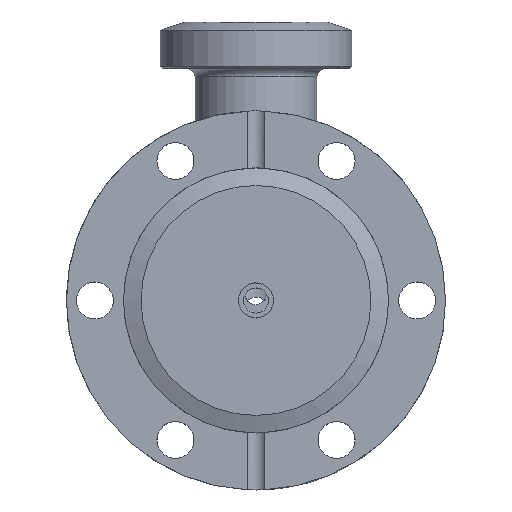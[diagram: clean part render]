
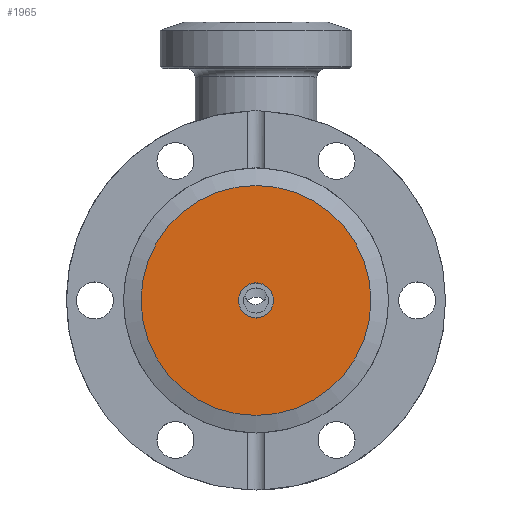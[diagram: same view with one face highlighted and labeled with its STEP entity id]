
A CAD part, top view. The second image highlights one B-rep face of the part: STEP entity #1965.
In plain terms, the highlighted planar face has unit normal (0, 0, 1).
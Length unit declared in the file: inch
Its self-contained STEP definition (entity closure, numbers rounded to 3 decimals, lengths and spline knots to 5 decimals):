
#41=PLANE('',#2125);
#397=FACE_BOUND('',#608,.T.);
#472=FACE_OUTER_BOUND('',#607,.T.);
#607=EDGE_LOOP('',(#1333));
#608=EDGE_LOOP('',(#1334));
#802=CIRCLE('',#2112,0.126);
#811=CIRCLE('',#2126,0.825);
#894=VERTEX_POINT('',#2910);
#910=VERTEX_POINT('',#3004);
#1066=EDGE_CURVE('',#894,#894,#802,.T.);
#1085=EDGE_CURVE('',#910,#910,#811,.T.);
#1333=ORIENTED_EDGE('',*,*,#1085,.T.);
#1334=ORIENTED_EDGE('',*,*,#1066,.T.);
#1965=ADVANCED_FACE('',(#472,#397),#41,.F.);
#2112=AXIS2_PLACEMENT_3D('',#2911,#2337,#2338);
#2125=AXIS2_PLACEMENT_3D('',#3003,#2367,#2368);
#2126=AXIS2_PLACEMENT_3D('',#3005,#2369,#2370);
#2337=DIRECTION('center_axis',(0.,0.,-1.));
#2338=DIRECTION('ref_axis',(1.,0.,0.));
#2367=DIRECTION('center_axis',(0.,0.,-1.));
#2368=DIRECTION('ref_axis',(-1.,0.,0.));
#2369=DIRECTION('center_axis',(0.,0.,1.));
#2370=DIRECTION('ref_axis',(0.,1.,0.));
#2910=CARTESIAN_POINT('',(-0.126,0.,-0.046));
#2911=CARTESIAN_POINT('Origin',(0.,0.,-0.046));
#3003=CARTESIAN_POINT('Origin',(0.,0.4125,-0.046));
#3004=CARTESIAN_POINT('',(0.,0.825,-0.046));
#3005=CARTESIAN_POINT('Origin',(0.,0.,-0.046));
